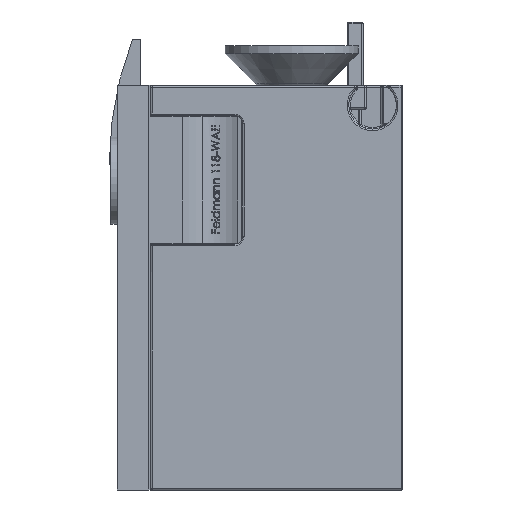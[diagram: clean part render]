
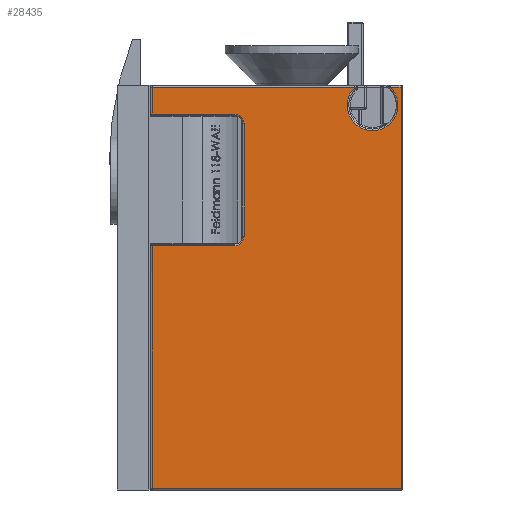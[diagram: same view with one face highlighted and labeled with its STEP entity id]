
A CAD part, front view. The second image highlights one B-rep face of the part: STEP entity #28435.
In plain terms, the highlighted planar face has unit normal (0, -1, 0).
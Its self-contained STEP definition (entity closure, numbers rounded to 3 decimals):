
#248 = ORIENTED_EDGE ( 'NONE', *, *, #20235, .T. ) ;
#321 = EDGE_CURVE ( 'NONE', #12971, #8733, #28180, .T. ) ;
#345 = CARTESIAN_POINT ( 'NONE',  ( -7.9, -34., 12.65 ) ) ;
#890 = LINE ( 'NONE', #3531, #17567 ) ;
#1307 = VECTOR ( 'NONE', #19794, 1000. ) ;
#1401 = AXIS2_PLACEMENT_3D ( 'NONE', #6693, #19286, #12755 ) ;
#1874 = DIRECTION ( 'NONE',  ( 0., 0., 1. ) ) ;
#1996 = DIRECTION ( 'NONE',  ( 0., 0., -1. ) ) ;
#2276 = LINE ( 'NONE', #29029, #1307 ) ;
#2623 = CARTESIAN_POINT ( 'NONE',  ( 7., -34., 12.65 ) ) ;
#2639 = FACE_OUTER_BOUND ( 'NONE', #39505, .T. ) ;
#2688 = VECTOR ( 'NONE', #12115, 1000. ) ;
#3122 = VECTOR ( 'NONE', #1996, 1000. ) ;
#3531 = CARTESIAN_POINT ( 'NONE',  ( -7.9, -34., 2.65 ) ) ;
#3548 = VERTEX_POINT ( 'NONE', #8998 ) ;
#3810 = DIRECTION ( 'NONE',  ( 0., 0., 1. ) ) ;
#4210 = VERTEX_POINT ( 'NONE', #29394 ) ;
#5227 = VERTEX_POINT ( 'NONE', #30394 ) ;
#5271 = EDGE_CURVE ( 'NONE', #4210, #29796, #19313, .T. ) ;
#5289 = DIRECTION ( 'NONE',  ( 0., 0., 1. ) ) ;
#5770 = CARTESIAN_POINT ( 'NONE',  ( 7.9, -34., 12.75 ) ) ;
#5806 = ORIENTED_EDGE ( 'NONE', *, *, #5930, .T. ) ;
#5930 = EDGE_CURVE ( 'NONE', #11851, #12971, #27652, .T. ) ;
#6693 = CARTESIAN_POINT ( 'NONE',  ( 6.1, -34., 11.5 ) ) ;
#6702 = ORIENTED_EDGE ( 'NONE', *, *, #5271, .T. ) ;
#6754 = LINE ( 'NONE', #345, #9215 ) ;
#8428 = CARTESIAN_POINT ( 'NONE',  ( 4.988, -34., 12.65 ) ) ;
#8733 = VERTEX_POINT ( 'NONE', #34505 ) ;
#8998 = CARTESIAN_POINT ( 'NONE',  ( -7.8, -34., -12.65 ) ) ;
#9215 = VECTOR ( 'NONE', #9653, 1000. ) ;
#9575 = VECTOR ( 'NONE', #19214, 1000. ) ;
#9653 = DIRECTION ( 'NONE',  ( -1., 0., 0. ) ) ;
#10399 = CARTESIAN_POINT ( 'NONE',  ( 7.9, -34., -12.65 ) ) ;
#11196 = ORIENTED_EDGE ( 'NONE', *, *, #36373, .T. ) ;
#11463 = VERTEX_POINT ( 'NONE', #10399 ) ;
#11566 = ORIENTED_EDGE ( 'NONE', *, *, #321, .T. ) ;
#11851 = VERTEX_POINT ( 'NONE', #18445 ) ;
#12115 = DIRECTION ( 'NONE',  ( 0., 0., 1. ) ) ;
#12398 = ORIENTED_EDGE ( 'NONE', *, *, #27830, .T. ) ;
#12726 = CIRCLE ( 'NONE', #22494, 0.6 ) ;
#12751 = CARTESIAN_POINT ( 'NONE',  ( -8., -34., 12.75 ) ) ;
#12755 = DIRECTION ( 'NONE',  ( 0., 0., 1. ) ) ;
#12802 = VECTOR ( 'NONE', #40413, 1000. ) ;
#12971 = VERTEX_POINT ( 'NONE', #31739 ) ;
#13404 = VECTOR ( 'NONE', #38438, 1000. ) ;
#14170 = VERTEX_POINT ( 'NONE', #24886 ) ;
#14182 = CARTESIAN_POINT ( 'NONE',  ( -2.6, -34., 10.95 ) ) ;
#15101 = CARTESIAN_POINT ( 'NONE',  ( -7.8, -34., 10.95 ) ) ;
#15105 = VERTEX_POINT ( 'NONE', #8428 ) ;
#15928 = AXIS2_PLACEMENT_3D ( 'NONE', #12751, #31817, #3810 ) ;
#16340 = EDGE_CURVE ( 'NONE', #11463, #5227, #37090, .T. ) ;
#16837 = EDGE_CURVE ( 'NONE', #32214, #15105, #21327, .T. ) ;
#16959 = AXIS2_PLACEMENT_3D ( 'NONE', #39484, #30131, #1874 ) ;
#17567 = VECTOR ( 'NONE', #37589, 1000. ) ;
#18002 = ORIENTED_EDGE ( 'NONE', *, *, #22192, .T. ) ;
#18402 = ORIENTED_EDGE ( 'NONE', *, *, #16837, .T. ) ;
#18445 = CARTESIAN_POINT ( 'NONE',  ( -2., -34., 10.35 ) ) ;
#18758 = PLANE ( 'NONE',  #15928 ) ;
#19214 = DIRECTION ( 'NONE',  ( 0., 0., -1. ) ) ;
#19286 = DIRECTION ( 'NONE',  ( 0., 1., 0. ) ) ;
#19313 = LINE ( 'NONE', #20767, #3122 ) ;
#19794 = DIRECTION ( 'NONE',  ( 1., 0., 0. ) ) ;
#19830 = ORIENTED_EDGE ( 'NONE', *, *, #38263, .T. ) ;
#20235 = EDGE_CURVE ( 'NONE', #3548, #11463, #25002, .T. ) ;
#20512 = DIRECTION ( 'NONE',  ( 1., 0., 0. ) ) ;
#20767 = CARTESIAN_POINT ( 'NONE',  ( -7.8, -34., 10.85 ) ) ;
#21327 = CIRCLE ( 'NONE', #1401, 1.6 ) ;
#22192 = EDGE_CURVE ( 'NONE', #29796, #37607, #2276, .T. ) ;
#22494 = AXIS2_PLACEMENT_3D ( 'NONE', #27428, #30967, #5289 ) ;
#24077 = LINE ( 'NONE', #2623, #12802 ) ;
#24457 = ORIENTED_EDGE ( 'NONE', *, *, #37278, .T. ) ;
#24738 = ORIENTED_EDGE ( 'NONE', *, *, #25016, .T. ) ;
#24886 = CARTESIAN_POINT ( 'NONE',  ( -7.8, -34., 2.65 ) ) ;
#25002 = LINE ( 'NONE', #39368, #40759 ) ;
#25016 = EDGE_CURVE ( 'NONE', #8733, #14170, #890, .T. ) ;
#27428 = CARTESIAN_POINT ( 'NONE',  ( -2.6, -34., 10.35 ) ) ;
#27652 = LINE ( 'NONE', #31579, #13404 ) ;
#27830 = EDGE_CURVE ( 'NONE', #14170, #3548, #34601, .T. ) ;
#28180 = CIRCLE ( 'NONE', #16959, 0.6 ) ;
#28435 = ADVANCED_FACE ( 'NONE', ( #2639 ), #18758, .F. ) ;
#29029 = CARTESIAN_POINT ( 'NONE',  ( -2.6, -34., 10.95 ) ) ;
#29394 = CARTESIAN_POINT ( 'NONE',  ( -7.8, -34., 12.65 ) ) ;
#29796 = VERTEX_POINT ( 'NONE', #15101 ) ;
#30131 = DIRECTION ( 'NONE',  ( 0., 1., 0. ) ) ;
#30394 = CARTESIAN_POINT ( 'NONE',  ( 7.9, -34., 12.65 ) ) ;
#30872 = ORIENTED_EDGE ( 'NONE', *, *, #16340, .T. ) ;
#30967 = DIRECTION ( 'NONE',  ( 0., 1., 0. ) ) ;
#31579 = CARTESIAN_POINT ( 'NONE',  ( -2., -34., 3.25 ) ) ;
#31739 = CARTESIAN_POINT ( 'NONE',  ( -2., -34., 3.25 ) ) ;
#31817 = DIRECTION ( 'NONE',  ( 0., 1., 0. ) ) ;
#32214 = VERTEX_POINT ( 'NONE', #37053 ) ;
#34505 = CARTESIAN_POINT ( 'NONE',  ( -2.6, -34., 2.65 ) ) ;
#34601 = LINE ( 'NONE', #38048, #9575 ) ;
#36373 = EDGE_CURVE ( 'NONE', #5227, #32214, #24077, .T. ) ;
#37053 = CARTESIAN_POINT ( 'NONE',  ( 7.212, -34., 12.65 ) ) ;
#37090 = LINE ( 'NONE', #5770, #2688 ) ;
#37278 = EDGE_CURVE ( 'NONE', #37607, #11851, #12726, .T. ) ;
#37589 = DIRECTION ( 'NONE',  ( -1., 0., 0. ) ) ;
#37607 = VERTEX_POINT ( 'NONE', #14182 ) ;
#38048 = CARTESIAN_POINT ( 'NONE',  ( -7.8, -34., -12.65 ) ) ;
#38263 = EDGE_CURVE ( 'NONE', #15105, #4210, #6754, .T. ) ;
#38438 = DIRECTION ( 'NONE',  ( 0., 0., -1. ) ) ;
#39368 = CARTESIAN_POINT ( 'NONE',  ( -8., -34., -12.65 ) ) ;
#39484 = CARTESIAN_POINT ( 'NONE',  ( -2.6, -34., 3.25 ) ) ;
#39505 = EDGE_LOOP ( 'NONE', ( #11196, #18402, #19830, #6702, #18002, #24457, #5806, #11566, #24738, #12398, #248, #30872 ) ) ;
#40413 = DIRECTION ( 'NONE',  ( -1., 0., 0. ) ) ;
#40759 = VECTOR ( 'NONE', #20512, 1000. ) ;
